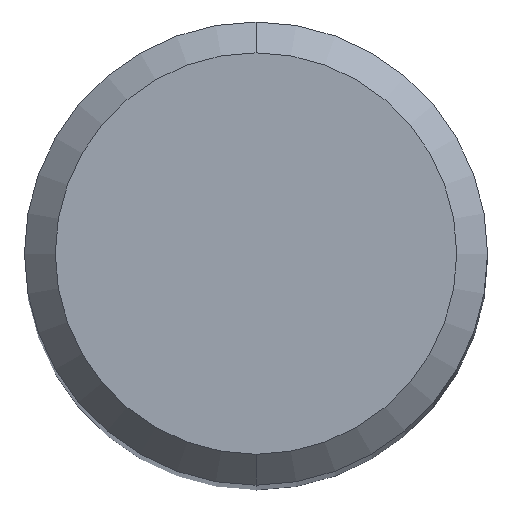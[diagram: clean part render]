
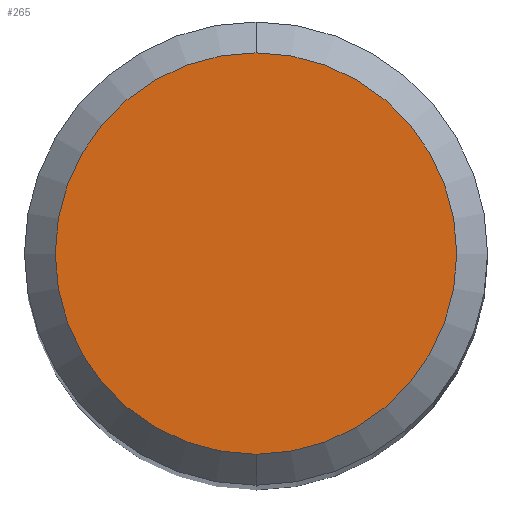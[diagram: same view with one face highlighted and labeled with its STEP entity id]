
A CAD part, top view. The second image highlights one B-rep face of the part: STEP entity #265.
In plain terms, the highlighted planar face has unit normal (0, 0, 1).
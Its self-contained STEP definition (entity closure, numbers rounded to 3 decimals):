
#223=VERTEX_POINT('',#555);
#265=ADVANCED_FACE('',(#598),#599,.T.);
#337=EDGE_CURVE('',#223,#445,#680,.T.);
#445=VERTEX_POINT('',#803);
#493=EDGE_CURVE('',#445,#223,#855,.T.);
#555=CARTESIAN_POINT('',(0.,-2.6,0.0));
#598=FACE_OUTER_BOUND('',#994,.T.);
#599=PLANE('',#995);
#680=CIRCLE('',#1175,2.6);
#803=CARTESIAN_POINT('',(0.0,2.6,0.0));
#855=CIRCLE('',#1525,2.6);
#994=EDGE_LOOP('',(#1619,#1620));
#995=AXIS2_PLACEMENT_3D('',#1621,#1622,#1623);
#1175=AXIS2_PLACEMENT_3D('',#1730,#1731,#1732);
#1525=AXIS2_PLACEMENT_3D('',#1912,#1913,#1914);
#1619=ORIENTED_EDGE('',*,*,#493,.F.);
#1620=ORIENTED_EDGE('',*,*,#337,.F.);
#1621=CARTESIAN_POINT('',(0.0,1.3,0.0));
#1622=DIRECTION('',(-0.0,0.0,1.0));
#1623=DIRECTION('',(0.0,-1.0,0.0));
#1730=CARTESIAN_POINT('',(0.0,0.0,0.0));
#1731=DIRECTION('',(0.0,0.0,-1.0));
#1732=DIRECTION('',(0.0,1.0,0.0));
#1912=CARTESIAN_POINT('',(0.0,0.0,0.0));
#1913=DIRECTION('',(0.0,0.0,-1.0));
#1914=DIRECTION('',(0.0,1.0,0.0));
